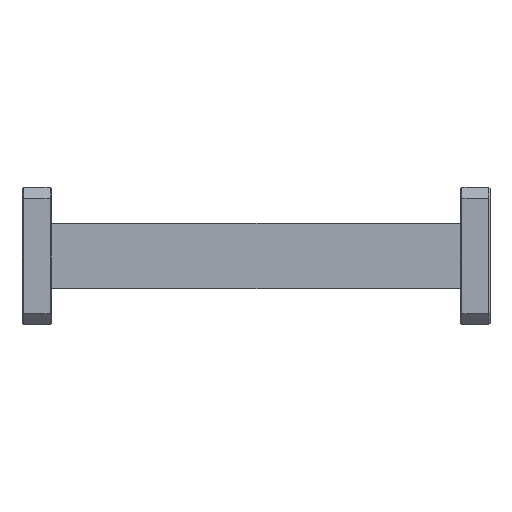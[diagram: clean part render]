
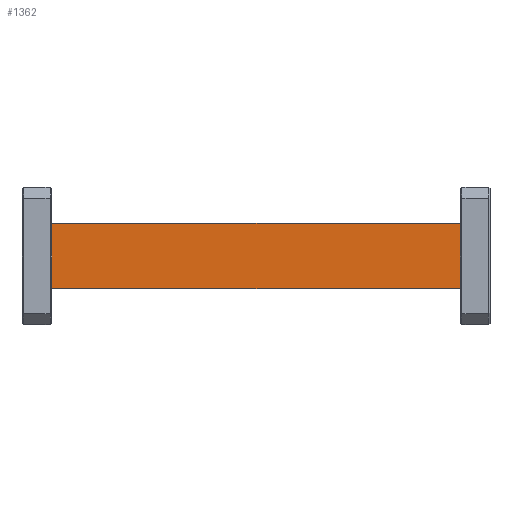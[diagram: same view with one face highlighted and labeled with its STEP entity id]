
A CAD part, front view. The second image highlights one B-rep face of the part: STEP entity #1362.
In plain terms, the highlighted planar face has unit normal (0, -1, 0).
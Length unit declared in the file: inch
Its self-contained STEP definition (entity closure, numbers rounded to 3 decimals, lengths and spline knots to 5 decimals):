
#158 = VERTEX_POINT ( 'NONE', #1825 ) ;
#250 = ORIENTED_EDGE ( 'NONE', *, *, #896, .T. ) ;
#314 = CARTESIAN_POINT ( 'NONE',  ( 2.81, -0.125, 0.21 ) ) ;
#347 = LINE ( 'NONE', #1507, #1792 ) ;
#376 = DIRECTION ( 'NONE',  ( 0., 1., 0. ) ) ;
#388 = DIRECTION ( 'NONE',  ( 0., 0., 1. ) ) ;
#468 = EDGE_CURVE ( 'NONE', #905, #1716, #1230, .T. ) ;
#647 = VECTOR ( 'NONE', #1638, 39.37008 ) ;
#716 = AXIS2_PLACEMENT_3D ( 'NONE', #1702, #376, #388 ) ;
#724 = LINE ( 'NONE', #314, #2092 ) ;
#757 = FACE_OUTER_BOUND ( 'NONE', #1524, .T. ) ;
#865 = EDGE_CURVE ( 'NONE', #2035, #158, #2388, .T. ) ;
#875 = DIRECTION ( 'NONE',  ( -1., 0., 0. ) ) ;
#896 = EDGE_CURVE ( 'NONE', #2035, #905, #724, .T. ) ;
#905 = VERTEX_POINT ( 'NONE', #1437 ) ;
#1047 = CARTESIAN_POINT ( 'NONE',  ( 0.19, -0.125, -0.21 ) ) ;
#1081 = DIRECTION ( 'NONE',  ( 0., 0., -1. ) ) ;
#1085 = ORIENTED_EDGE ( 'NONE', *, *, #865, .F. ) ;
#1114 = PLANE ( 'NONE',  #716 ) ;
#1230 = LINE ( 'NONE', #1047, #647 ) ;
#1307 = DIRECTION ( 'NONE',  ( -1., 0., 0. ) ) ;
#1321 = CARTESIAN_POINT ( 'NONE',  ( 0.19, -0.125, -0.21 ) ) ;
#1362 = ADVANCED_FACE ( 'NONE', ( #757 ), #1114, .F. ) ;
#1388 = ORIENTED_EDGE ( 'NONE', *, *, #468, .T. ) ;
#1437 = CARTESIAN_POINT ( 'NONE',  ( 0.19, -0.125, 0.21 ) ) ;
#1507 = CARTESIAN_POINT ( 'NONE',  ( 2.81, -0.125, -0.21 ) ) ;
#1524 = EDGE_LOOP ( 'NONE', ( #1388, #2210, #1085, #250 ) ) ;
#1638 = DIRECTION ( 'NONE',  ( 0., 0., -1. ) ) ;
#1672 = CARTESIAN_POINT ( 'NONE',  ( 2.81, -0.125, 0.21 ) ) ;
#1702 = CARTESIAN_POINT ( 'NONE',  ( 2.81, -0.125, -0.21 ) ) ;
#1716 = VERTEX_POINT ( 'NONE', #1321 ) ;
#1766 = EDGE_CURVE ( 'NONE', #158, #1716, #347, .T. ) ;
#1792 = VECTOR ( 'NONE', #1307, 39.37008 ) ;
#1825 = CARTESIAN_POINT ( 'NONE',  ( 2.81, -0.125, -0.21 ) ) ;
#2012 = CARTESIAN_POINT ( 'NONE',  ( 2.81, -0.125, -0.21 ) ) ;
#2035 = VERTEX_POINT ( 'NONE', #1672 ) ;
#2092 = VECTOR ( 'NONE', #875, 39.37008 ) ;
#2210 = ORIENTED_EDGE ( 'NONE', *, *, #1766, .F. ) ;
#2244 = VECTOR ( 'NONE', #1081, 39.37008 ) ;
#2388 = LINE ( 'NONE', #2012, #2244 ) ;
